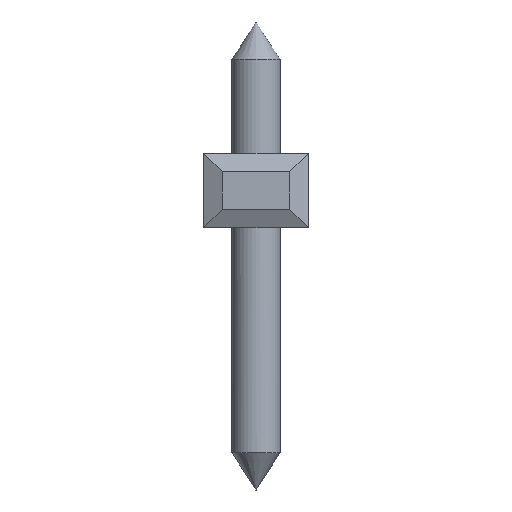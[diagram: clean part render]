
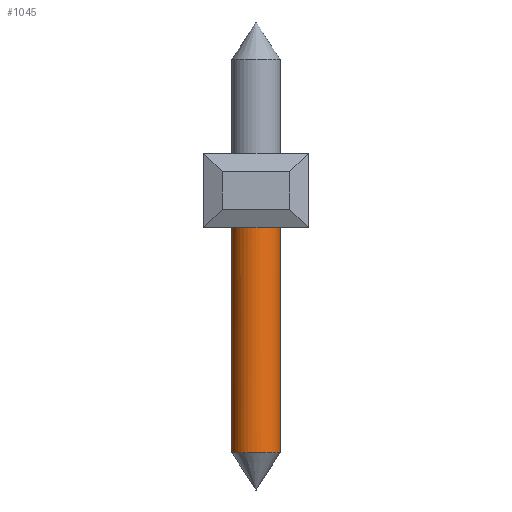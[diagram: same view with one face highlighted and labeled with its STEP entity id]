
A CAD part, left-side view. The second image highlights one B-rep face of the part: STEP entity #1045.
In plain terms, the highlighted cylindrical face has radius 0.65 mm (diameter 1.3 mm), a full revolution.
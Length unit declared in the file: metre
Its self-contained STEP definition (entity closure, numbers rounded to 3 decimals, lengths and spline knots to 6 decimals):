
#1045=ADVANCED_FACE('',(#2152,#2153),#2154,.T.);
#2152=FACE_OUTER_BOUND('',#3251,.T.);
#2153=FACE_OUTER_BOUND('',#3252,.T.);
#2154=CYLINDRICAL_SURFACE('',#3253,0.00065);
#3251=EDGE_LOOP('',(#6170));
#3252=EDGE_LOOP('',(#6171));
#3253=AXIS2_PLACEMENT_3D('',#6172,#6173,#6174);
#6170=ORIENTED_EDGE('',*,*,#7210,.F.);
#6171=ORIENTED_EDGE('',*,*,#6234,.F.);
#6172=CARTESIAN_POINT('',(-0.00435,-0.03326,0.0025));
#6173=DIRECTION('',(0.0,0.,-1.0));
#6174=DIRECTION('',(-1.0,0.0,0.0));
#6234=EDGE_CURVE('',#7369,#7369,#7370,.T.);
#7210=EDGE_CURVE('',#8764,#8764,#8765,.T.);
#7369=VERTEX_POINT('',#8950);
#7370=CIRCLE('',#8951,0.00065);
#8764=VERTEX_POINT('',#11020);
#8765=CIRCLE('',#11021,0.00065);
#8950=CARTESIAN_POINT('',(-0.00396,-0.03274,-0.008));
#8951=AXIS2_PLACEMENT_3D('',#11254,#11255,#11256);
#11020=CARTESIAN_POINT('',(-0.00435,-0.03391,-0.0018));
#11021=AXIS2_PLACEMENT_3D('',#11992,#11993,#11994);
#11254=CARTESIAN_POINT('',(-0.00435,-0.03326,-0.008));
#11255=DIRECTION('',(0.,0.,-1.0));
#11256=DIRECTION('',(0.6,0.8,0.));
#11992=CARTESIAN_POINT('',(-0.00435,-0.03326,-0.0018));
#11993=DIRECTION('',(0.0,0.,1.0));
#11994=DIRECTION('',(0.0,-1.0,0.));
